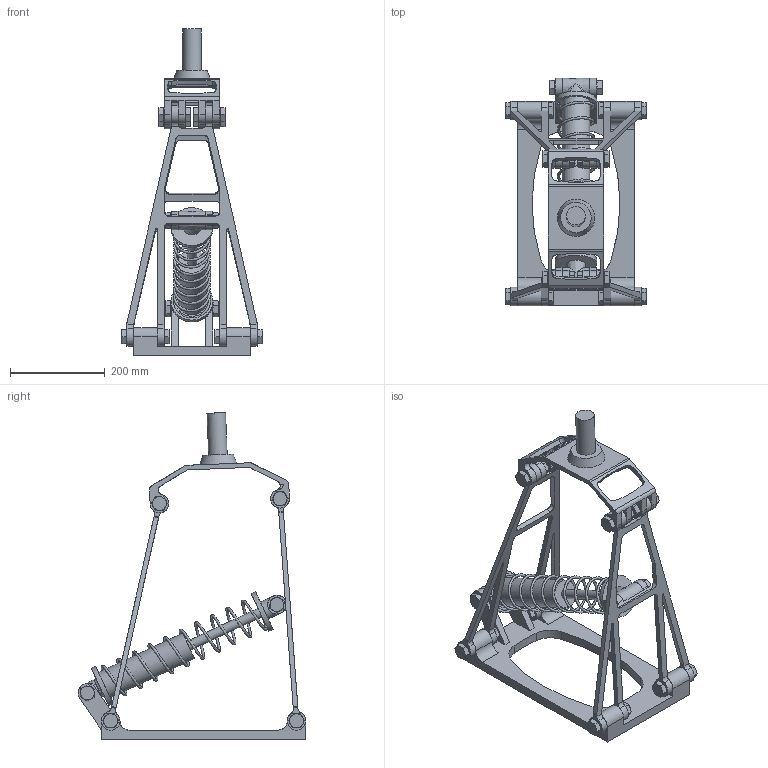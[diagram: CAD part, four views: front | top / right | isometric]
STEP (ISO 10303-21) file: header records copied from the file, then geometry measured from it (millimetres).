
FILE_DESCRIPTION(('FreeCAD Model'),'2;1');
FILE_NAME('Open CASCADE Shape Model','2025-05-04T11:12:03',('FreeCAD'),( 'FreeCAD'),'Open CASCADE STEP processor 7.6','FreeCAD','Unknown');
FILE_SCHEMA(('AUTOMOTIVE_DESIGN { 1 0 10303 214 1 1 1 1 }'));
Length unit declared in the file: millimetre
Products named in the file (1): Open CASCADE STEP translator 7.6 1
Bounding box: 299.66 x 481.4 x 691.22 mm (x, y, z)
Volume: 3599205 mm3; surface area: 823106.4 mm2
Topology: 27 solids, 27 shells, 780 faces, 1849 edges, 1138 vertices
Faces by surface type: bspline 780
Entity records: 25932 total; most frequent: CARTESIAN_POINT 15518, ORIENTED_EDGE 3690, EDGE_CURVE 1845, VERTEX_POINT 1138, FACE_BOUND 889, EDGE_LOOP 889, ADVANCED_FACE 780, B_SPLINE_CURVE_WITH_KNOTS 752
